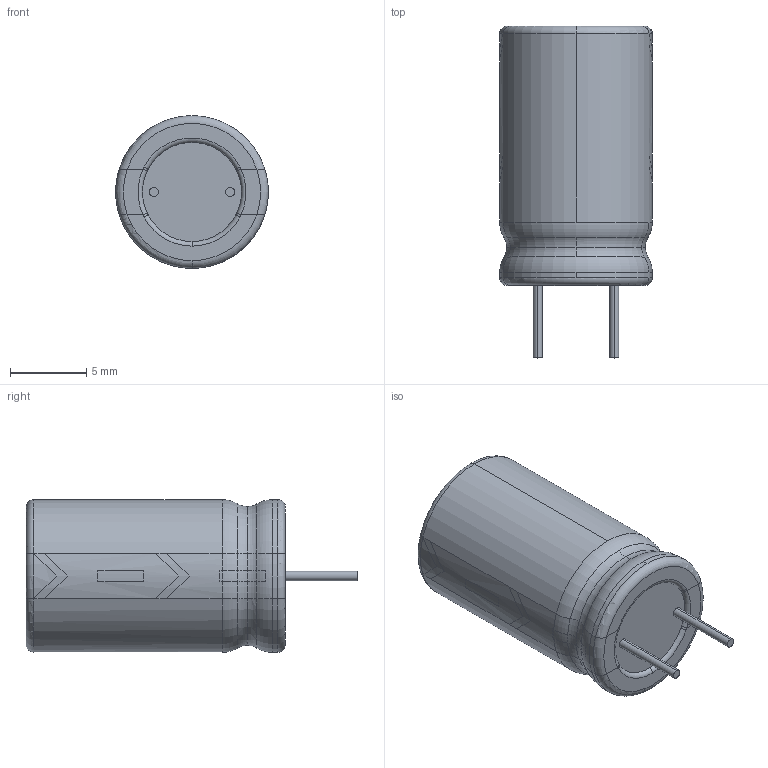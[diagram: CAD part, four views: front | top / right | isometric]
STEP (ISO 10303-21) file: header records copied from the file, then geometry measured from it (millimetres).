
FILE_DESCRIPTION (( 'STEP AP214' ), '1' );
FILE_NAME ('El_5_10_17.STEP', '2023-07-15T06:30:00', ( 'Yurii' ), ( '' ), 'SwSTEP 2.0', 'SolidWorks 2019', '' );
FILE_SCHEMA (( 'AUTOMOTIVE_DESIGN' ));
Length unit declared in the file: millimetre
Products named in the file (1): El_5_10_17
Bounding box: 10 x 21.75 x 10 mm (x, y, z)
Volume: 1295.6 mm3; surface area: 704.4 mm2
Topology: 1 solids, 1 shells, 113 faces, 278 edges, 171 vertices
Faces by surface type: torus 58, cylinder 39, plane 16
Entity records: 4684 total; most frequent: CARTESIAN_POINT 945, DIRECTION 573, ORIENTED_EDGE 556, EDGE_CURVE 278, AXIS2_PLACEMENT_3D 257, VERTEX_POINT 171, CIRCLE 143, EDGE_LOOP 117
